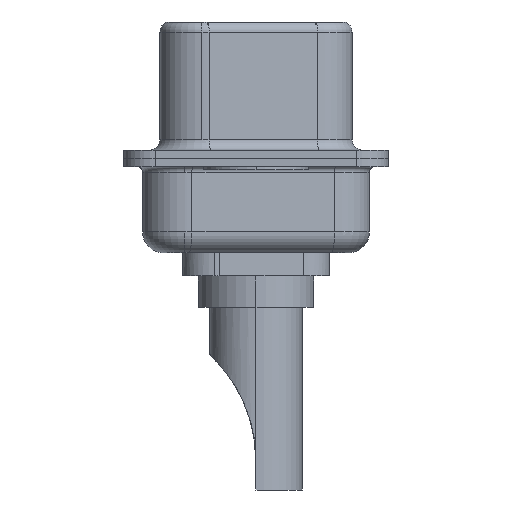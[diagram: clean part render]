
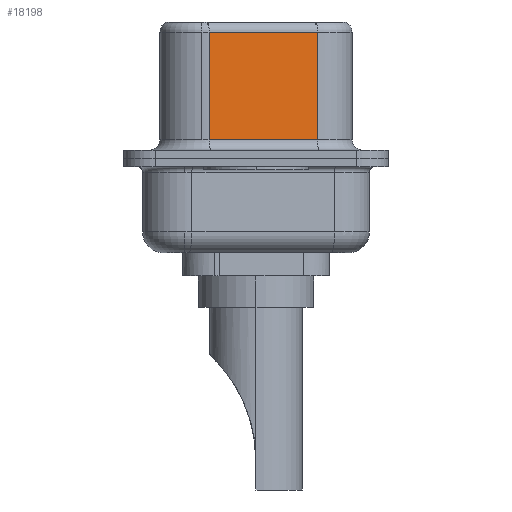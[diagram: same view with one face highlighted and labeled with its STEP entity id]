
A CAD part, left-side view. The second image highlights one B-rep face of the part: STEP entity #18198.
In plain terms, the highlighted planar face has unit normal (-0.985, -0.174, 0).
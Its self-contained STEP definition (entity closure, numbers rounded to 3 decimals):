
#428 = DIRECTION ( 'NONE',  ( 0.985, 0.174, 0. ) ) ;
#455 = CARTESIAN_POINT ( 'NONE',  ( 4.58, -2.927, 6.02 ) ) ;
#506 = ORIENTED_EDGE ( 'NONE', *, *, #13315, .F. ) ;
#519 = DIRECTION ( 'NONE',  ( -0.174, 0.985, 0. ) ) ;
#776 = CARTESIAN_POINT ( 'NONE',  ( 4.58, -2.927, 0.9 ) ) ;
#1720 = LINE ( 'NONE', #7825, #18540 ) ;
#1859 = LINE ( 'NONE', #455, #14364 ) ;
#2216 = ORIENTED_EDGE ( 'NONE', *, *, #8565, .T. ) ;
#2488 = VERTEX_POINT ( 'NONE', #11783 ) ;
#3212 = CARTESIAN_POINT ( 'NONE',  ( 4.58, -2.927, 0.9 ) ) ;
#5417 = DIRECTION ( 'NONE',  ( 0., 0., -1. ) ) ;
#6084 = LINE ( 'NONE', #11834, #18587 ) ;
#6318 = EDGE_CURVE ( 'NONE', #2488, #21116, #6084, .T. ) ;
#6918 = CARTESIAN_POINT ( 'NONE',  ( 3.67, 2.233, 0.9 ) ) ;
#7435 = ORIENTED_EDGE ( 'NONE', *, *, #10840, .T. ) ;
#7825 = CARTESIAN_POINT ( 'NONE',  ( 4.58, -2.927, 6.52 ) ) ;
#8479 = PLANE ( 'NONE',  #10847 ) ;
#8565 = EDGE_CURVE ( 'NONE', #20550, #2488, #1859, .T. ) ;
#9630 = LINE ( 'NONE', #3212, #18352 ) ;
#10712 = EDGE_LOOP ( 'NONE', ( #506, #2216, #14121, #7435 ) ) ;
#10840 = EDGE_CURVE ( 'NONE', #21116, #12507, #9630, .T. ) ;
#10847 = AXIS2_PLACEMENT_3D ( 'NONE', #19968, #428, #11786 ) ;
#11783 = CARTESIAN_POINT ( 'NONE',  ( 3.67, 2.233, 6.02 ) ) ;
#11786 = DIRECTION ( 'NONE',  ( -0.174, 0.985, 0. ) ) ;
#11834 = CARTESIAN_POINT ( 'NONE',  ( 3.67, 2.233, 6.52 ) ) ;
#12507 = VERTEX_POINT ( 'NONE', #776 ) ;
#13315 = EDGE_CURVE ( 'NONE', #20550, #12507, #1720, .T. ) ;
#14121 = ORIENTED_EDGE ( 'NONE', *, *, #6318, .T. ) ;
#14364 = VECTOR ( 'NONE', #519, 1000. ) ;
#14598 = DIRECTION ( 'NONE',  ( 0.174, -0.985, 0. ) ) ;
#18198 = ADVANCED_FACE ( 'NONE', ( #19696 ), #8479, .F. ) ;
#18352 = VECTOR ( 'NONE', #14598, 1000. ) ;
#18540 = VECTOR ( 'NONE', #19285, 1000. ) ;
#18587 = VECTOR ( 'NONE', #5417, 1000. ) ;
#19285 = DIRECTION ( 'NONE',  ( 0., 0., -1. ) ) ;
#19696 = FACE_OUTER_BOUND ( 'NONE', #10712, .T. ) ;
#19800 = CARTESIAN_POINT ( 'NONE',  ( 4.58, -2.927, 6.02 ) ) ;
#19968 = CARTESIAN_POINT ( 'NONE',  ( 4.58, -2.927, 6.52 ) ) ;
#20550 = VERTEX_POINT ( 'NONE', #19800 ) ;
#21116 = VERTEX_POINT ( 'NONE', #6918 ) ;
